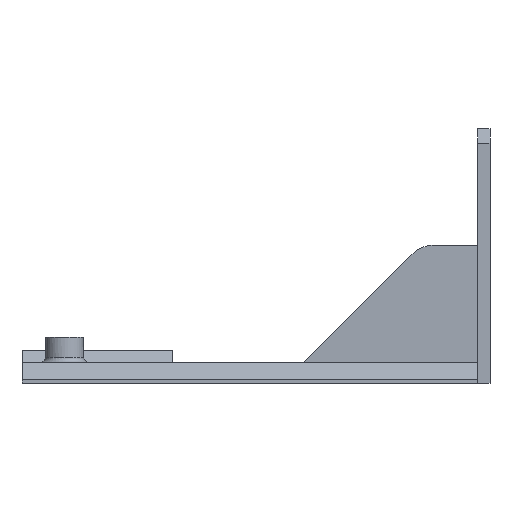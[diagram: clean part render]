
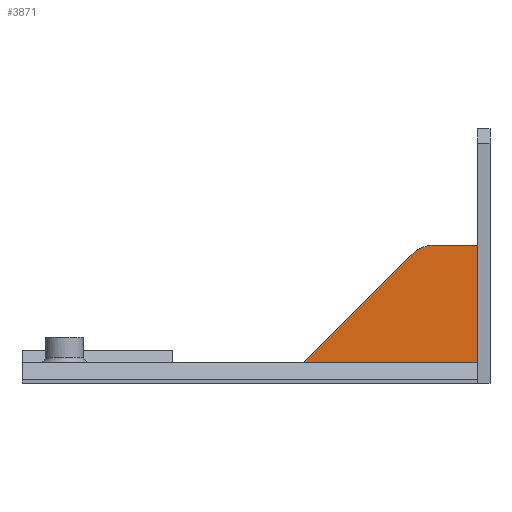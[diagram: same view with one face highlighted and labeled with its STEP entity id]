
A CAD part, front view. The second image highlights one B-rep face of the part: STEP entity #3871.
In plain terms, the highlighted planar face has unit normal (0, -1, 0).
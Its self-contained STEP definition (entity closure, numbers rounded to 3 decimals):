
#113=LINE('',#5388,#610);
#151=LINE('',#5572,#648);
#156=LINE('',#5585,#653);
#158=LINE('',#5588,#655);
#610=VECTOR('',#4365,10.);
#648=VECTOR('',#4475,10.);
#653=VECTOR('',#4488,10.);
#655=VECTOR('',#4492,10.);
#1100=PLANE('',#4121);
#1274=FACE_OUTER_BOUND('',#1481,.T.);
#1481=EDGE_LOOP('',(#2831,#2832,#2833,#2834,#2835));
#1715=CIRCLE('',#4118,6.);
#1767=VERTEX_POINT('',#5385);
#1768=VERTEX_POINT('',#5387);
#1815=VERTEX_POINT('',#5570);
#1816=VERTEX_POINT('',#5571);
#1819=VERTEX_POINT('',#5579);
#2142=EDGE_CURVE('',#1767,#1768,#113,.T.);
#2207=EDGE_CURVE('',#1815,#1816,#151,.T.);
#2211=EDGE_CURVE('',#1815,#1819,#1715,.T.);
#2214=EDGE_CURVE('',#1819,#1768,#156,.T.);
#2216=EDGE_CURVE('',#1816,#1767,#158,.T.);
#2831=ORIENTED_EDGE('',*,*,#2142,.F.);
#2832=ORIENTED_EDGE('',*,*,#2216,.F.);
#2833=ORIENTED_EDGE('',*,*,#2207,.F.);
#2834=ORIENTED_EDGE('',*,*,#2211,.T.);
#2835=ORIENTED_EDGE('',*,*,#2214,.T.);
#3871=ADVANCED_FACE('',(#1274),#1100,.T.);
#4118=AXIS2_PLACEMENT_3D('',#5580,#4481,#4482);
#4121=AXIS2_PLACEMENT_3D('',#5587,#4490,#4491);
#4365=DIRECTION('',(-1.,0.,0.));
#4475=DIRECTION('',(1.,0.,-0.004));
#4481=DIRECTION('center_axis',(0.,-1.,0.));
#4482=DIRECTION('ref_axis',(0.004,0.,1.));
#4488=DIRECTION('',(-0.707,0.,-0.707));
#4490=DIRECTION('center_axis',(0.,-1.,0.));
#4491=DIRECTION('ref_axis',(0.,0.,1.));
#4492=DIRECTION('',(0.,0.,-1.));
#5385=CARTESIAN_POINT('',(90.5,-75.685,7.167));
#5387=CARTESIAN_POINT('',(55.701,-75.685,7.167));
#5388=CARTESIAN_POINT('',(69.1,-75.685,7.167));
#5570=CARTESIAN_POINT('',(81.568,-75.685,30.524));
#5571=CARTESIAN_POINT('',(90.5,-75.685,30.486));
#5572=CARTESIAN_POINT('',(81.568,-75.685,30.524));
#5579=CARTESIAN_POINT('',(77.3,-75.685,28.766));
#5580=CARTESIAN_POINT('Origin',(81.543,-75.685,24.524));
#5585=CARTESIAN_POINT('',(77.3,-75.685,28.766));
#5587=CARTESIAN_POINT('Origin',(46.2,-75.685,28.404));
#5588=CARTESIAN_POINT('',(90.5,-75.685,28.403));
